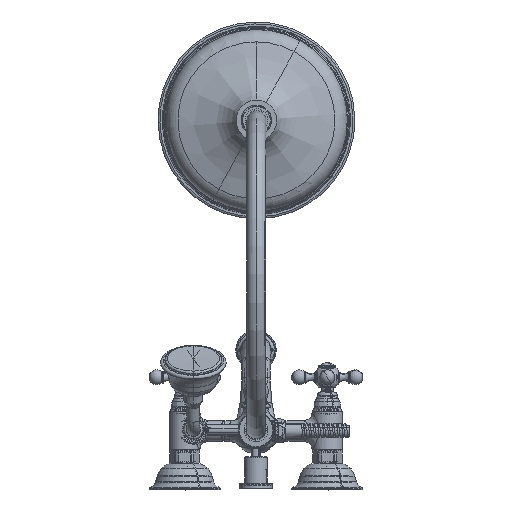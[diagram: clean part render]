
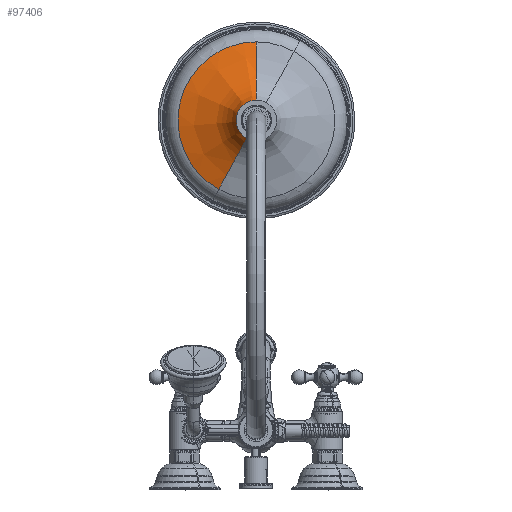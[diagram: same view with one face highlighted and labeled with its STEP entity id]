
A CAD part, top view. The second image highlights one B-rep face of the part: STEP entity #97406.
In plain terms, the highlighted face is a revolution surface.
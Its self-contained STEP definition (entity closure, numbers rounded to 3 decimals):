
#97312=CARTESIAN_POINT('Vertex',(-9.717,306.351,962.585)) ;
#97326=CARTESIAN_POINT('Vertex',(0.471,346.25,962.585)) ;
#97329=CARTESIAN_POINT('Axis2P3D Location',(0.471,325.,962.585)) ;
#97347=CARTESIAN_POINT('Control Point',(0.471,346.25,962.585)) ;
#97348=CARTESIAN_POINT('Control Point',(0.471,348.169,959.124)) ;
#97349=CARTESIAN_POINT('Control Point',(0.471,350.305,955.938)) ;
#97350=CARTESIAN_POINT('Control Point',(0.471,352.658,953.027)) ;
#97351=CARTESIAN_POINT('Control Point',(0.471,362.455,942.977)) ;
#97352=CARTESIAN_POINT('Control Point',(0.471,375.178,936.677)) ;
#97353=CARTESIAN_POINT('Control Point',(0.471,385.817,933.686)) ;
#97354=CARTESIAN_POINT('Control Point',(0.471,396.578,930.842)) ;
#97355=CARTESIAN_POINT('Control Point',(0.471,407.017,927.883)) ;
#97356=CARTESIAN_POINT('Control Point',(0.471,407.179,927.837)) ;
#97357=CARTESIAN_POINT('Control Point',(0.471,407.341,927.791)) ;
#97358=CARTESIAN_POINT('Control Point',(0.471,407.503,927.745)) ;
#97359=CARTESIAN_POINT('Axis1P Location',(0.471,325.,951.585)) ;
#97363=CARTESIAN_POINT('Axis2P3D Location',(0.471,325.,927.745)) ;
#97367=CARTESIAN_POINT('Vertex',(-39.083,252.596,927.745)) ;
#97369=CARTESIAN_POINT('Vertex',(0.471,407.503,927.745)) ;
#97373=CARTESIAN_POINT('Control Point',(-9.717,306.351,962.585)) ;
#97374=CARTESIAN_POINT('Control Point',(-10.637,304.666,959.124)) ;
#97375=CARTESIAN_POINT('Control Point',(-11.661,302.792,955.938)) ;
#97376=CARTESIAN_POINT('Control Point',(-12.789,300.727,953.027)) ;
#97377=CARTESIAN_POINT('Control Point',(-17.486,292.13,942.977)) ;
#97378=CARTESIAN_POINT('Control Point',(-23.586,280.964,936.677)) ;
#97379=CARTESIAN_POINT('Control Point',(-28.686,271.628,933.686)) ;
#97380=CARTESIAN_POINT('Control Point',(-33.846,262.184,930.842)) ;
#97381=CARTESIAN_POINT('Control Point',(-38.85,253.023,927.883)) ;
#97382=CARTESIAN_POINT('Control Point',(-38.928,252.881,927.837)) ;
#97383=CARTESIAN_POINT('Control Point',(-39.006,252.738,927.791)) ;
#97384=CARTESIAN_POINT('Control Point',(-39.083,252.596,927.745)) ;
#97387=CARTESIAN_POINT('Control Point',(0.471,346.25,962.585)) ;
#97388=CARTESIAN_POINT('Control Point',(0.471,348.169,959.124)) ;
#97389=CARTESIAN_POINT('Control Point',(0.471,350.305,955.938)) ;
#97390=CARTESIAN_POINT('Control Point',(0.471,352.658,953.027)) ;
#97391=CARTESIAN_POINT('Control Point',(0.471,362.455,942.977)) ;
#97392=CARTESIAN_POINT('Control Point',(0.471,375.178,936.677)) ;
#97393=CARTESIAN_POINT('Control Point',(0.471,385.817,933.686)) ;
#97394=CARTESIAN_POINT('Control Point',(0.471,396.578,930.842)) ;
#97395=CARTESIAN_POINT('Control Point',(0.471,407.017,927.883)) ;
#97396=CARTESIAN_POINT('Control Point',(0.471,407.179,927.837)) ;
#97397=CARTESIAN_POINT('Control Point',(0.471,407.341,927.791)) ;
#97398=CARTESIAN_POINT('Control Point',(0.471,407.503,927.745)) ;
#97330=DIRECTION('Axis2P3D Direction',(0.,0.,-1.)) ;
#97360=DIRECTION('Axis1P Direction',(0.,0.,-1.)) ;
#97364=DIRECTION('Axis2P3D Direction',(0.,0.,-1.)) ;
#97331=AXIS2_PLACEMENT_3D('Circle Axis2P3D',#97329,#97330,$) ;
#97365=AXIS2_PLACEMENT_3D('Circle Axis2P3D',#97363,#97364,$) ;
#97332=CIRCLE('generated circle',#97331,21.25) ;
#97366=CIRCLE('generated circle',#97365,82.503) ;
#97362=SURFACE_OF_REVOLUTION('Surface of Revolution',#97346,#97361) ;
#97361=AXIS1_PLACEMENT('Revolution Surface Axis1P',#97359,#97360) ;
#97333=EDGE_CURVE('',#97313,#97327,#97332,.T.) ;
#97371=EDGE_CURVE('',#97368,#97370,#97366,.T.) ;
#97385=EDGE_CURVE('',#97313,#97368,#97372,.T.) ;
#97399=EDGE_CURVE('',#97327,#97370,#97386,.T.) ;
#97401=ORIENTED_EDGE('',*,*,#97371,.F.) ;
#97402=ORIENTED_EDGE('',*,*,#97385,.F.) ;
#97403=ORIENTED_EDGE('',*,*,#97333,.T.) ;
#97404=ORIENTED_EDGE('',*,*,#97399,.T.) ;
#97400=EDGE_LOOP('',(#97401,#97402,#97403,#97404)) ;
#97313=VERTEX_POINT('',#97312) ;
#97327=VERTEX_POINT('',#97326) ;
#97368=VERTEX_POINT('',#97367) ;
#97370=VERTEX_POINT('',#97369) ;
#97406=ADVANCED_FACE('P94676.1\\PartBody',(#97405),#97362,.T.) ;
#97346=B_SPLINE_CURVE_WITH_KNOTS('',5,(#97347,#97348,#97349,#97350,#97351,#97352,#97353,#97354,#97355,#97356,#97357,#97358),.UNSPECIFIED.,.F.,.U.,(6,3,3,6),(0.,18.962,72.308,73.15),.UNSPECIFIED.) ;
#97372=B_SPLINE_CURVE_WITH_KNOTS('',5,(#97373,#97374,#97375,#97376,#97377,#97378,#97379,#97380,#97381,#97382,#97383,#97384),.UNSPECIFIED.,.F.,.U.,(6,3,3,6),(0.,18.962,72.308,73.15),.UNSPECIFIED.) ;
#97386=B_SPLINE_CURVE_WITH_KNOTS('',5,(#97387,#97388,#97389,#97390,#97391,#97392,#97393,#97394,#97395,#97396,#97397,#97398),.UNSPECIFIED.,.F.,.U.,(6,3,3,6),(0.,18.962,72.308,73.15),.UNSPECIFIED.) ;
#97405=FACE_OUTER_BOUND('',#97400,.T.) ;
